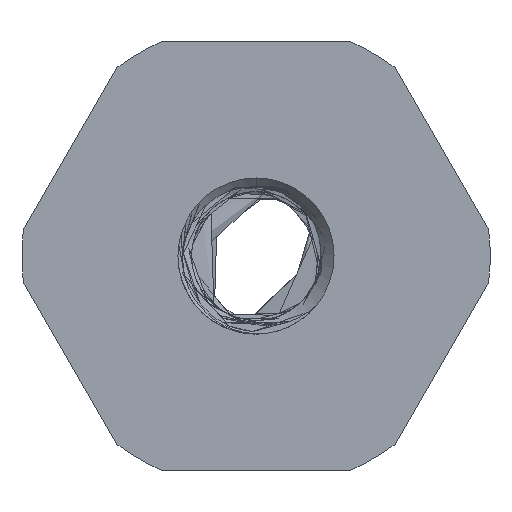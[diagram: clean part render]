
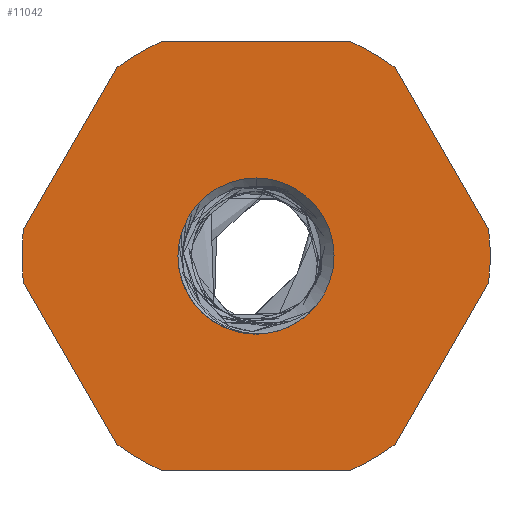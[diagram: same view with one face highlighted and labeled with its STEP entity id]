
A CAD part, front view. The second image highlights one B-rep face of the part: STEP entity #11042.
In plain terms, the highlighted planar face has unit normal (0, -1, 0).
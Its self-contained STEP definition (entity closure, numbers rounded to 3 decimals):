
#36 = DIRECTION ( 'NONE',  ( 0., 0., 1. ) ) ;
#56 = CARTESIAN_POINT ( 'NONE',  ( 0.239, 0., -1.986 ) ) ;
#59 = CIRCLE ( 'NONE', #5622, 2. ) ;
#147 = CARTESIAN_POINT ( 'NONE',  ( 0., 0., 0. ) ) ;
#183 = DIRECTION ( 'NONE',  ( 0., 1., 0. ) ) ;
#221 = DIRECTION ( 'NONE',  ( -0.5, 0., -0.866 ) ) ;
#272 = CARTESIAN_POINT ( 'NONE',  ( 5.962, 0., -0.673 ) ) ;
#384 = VERTEX_POINT ( 'NONE', #3168 ) ;
#534 = DIRECTION ( 'NONE',  ( 0., 0., 1. ) ) ;
#705 = ORIENTED_EDGE ( 'NONE', *, *, #6739, .F. ) ;
#737 = EDGE_CURVE ( 'NONE', #8126, #7966, #7048, .T. ) ;
#808 = EDGE_CURVE ( 'NONE', #11317, #890, #2727, .T. ) ;
#813 = VERTEX_POINT ( 'NONE', #4867 ) ;
#890 = VERTEX_POINT ( 'NONE', #10546 ) ;
#973 = VECTOR ( 'NONE', #6429, 1000. ) ;
#1019 = DIRECTION ( 'NONE',  ( 0., 1., 0. ) ) ;
#1040 = ORIENTED_EDGE ( 'NONE', *, *, #10846, .F. ) ;
#1199 = DIRECTION ( 'NONE',  ( 0., 0., 1. ) ) ;
#1207 = CARTESIAN_POINT ( 'NONE',  ( 0., 0., 0. ) ) ;
#1271 = ORIENTED_EDGE ( 'NONE', *, *, #808, .T. ) ;
#1409 = AXIS2_PLACEMENT_3D ( 'NONE', #1207, #9670, #2035 ) ;
#1468 = DIRECTION ( 'NONE',  ( 0., 1., 0. ) ) ;
#1556 = DIRECTION ( 'NONE',  ( 0., 1., 0. ) ) ;
#1562 = VERTEX_POINT ( 'NONE', #7365 ) ;
#1586 = CARTESIAN_POINT ( 'NONE',  ( 0., 0., 0. ) ) ;
#1626 = VECTOR ( 'NONE', #4938, 1000. ) ;
#1631 = DIRECTION ( 'NONE',  ( 0., 1., 0. ) ) ;
#1972 = CARTESIAN_POINT ( 'NONE',  ( 0., 0., 0. ) ) ;
#2035 = DIRECTION ( 'NONE',  ( 0., 0., 1. ) ) ;
#2108 = CARTESIAN_POINT ( 'NONE',  ( 0., 0., 0. ) ) ;
#2137 = EDGE_LOOP ( 'NONE', ( #6265, #10632, #5716, #1271 ) ) ;
#2148 = DIRECTION ( 'NONE',  ( 0., 1., 0. ) ) ;
#2182 = DIRECTION ( 'NONE',  ( 0., 0., 1. ) ) ;
#2224 = AXIS2_PLACEMENT_3D ( 'NONE', #2108, #1019, #7635 ) ;
#2380 = CARTESIAN_POINT ( 'NONE',  ( 2.398, 0., -5.5 ) ) ;
#2474 = CIRCLE ( 'NONE', #9196, 6. ) ;
#2569 = DIRECTION ( 'NONE',  ( 0., 0., 1. ) ) ;
#2606 = CIRCLE ( 'NONE', #2224, 6. ) ;
#2727 = CIRCLE ( 'NONE', #1409, 2. ) ;
#2793 = CARTESIAN_POINT ( 'NONE',  ( 0., 0., 5.5 ) ) ;
#3132 = CARTESIAN_POINT ( 'NONE',  ( 0., 0., -2. ) ) ;
#3168 = CARTESIAN_POINT ( 'NONE',  ( -5.962, 0., -0.673 ) ) ;
#3384 = VERTEX_POINT ( 'NONE', #7411 ) ;
#3432 = ORIENTED_EDGE ( 'NONE', *, *, #7292, .F. ) ;
#3551 = AXIS2_PLACEMENT_3D ( 'NONE', #6417, #1631, #4537 ) ;
#3694 = ORIENTED_EDGE ( 'NONE', *, *, #8145, .F. ) ;
#3713 = ORIENTED_EDGE ( 'NONE', *, *, #8713, .F. ) ;
#3816 = VECTOR ( 'NONE', #6584, 1000. ) ;
#3903 = CARTESIAN_POINT ( 'NONE',  ( 0., 0., 0. ) ) ;
#4352 = VERTEX_POINT ( 'NONE', #3132 ) ;
#4371 = DIRECTION ( 'NONE',  ( 0., 0., 1. ) ) ;
#4498 = ORIENTED_EDGE ( 'NONE', *, *, #5516, .F. ) ;
#4501 = VERTEX_POINT ( 'NONE', #2380 ) ;
#4526 = CARTESIAN_POINT ( 'NONE',  ( 3.564, 0., 4.827 ) ) ;
#4537 = DIRECTION ( 'NONE',  ( 0., 0., 1. ) ) ;
#4646 = CIRCLE ( 'NONE', #8439, 6. ) ;
#4763 = AXIS2_PLACEMENT_3D ( 'NONE', #6956, #9833, #6025 ) ;
#4779 = EDGE_CURVE ( 'NONE', #4501, #813, #9874, .T. ) ;
#4867 = CARTESIAN_POINT ( 'NONE',  ( -2.398, 0., -5.5 ) ) ;
#4938 = DIRECTION ( 'NONE',  ( 0.5, 0., 0.866 ) ) ;
#5113 = VERTEX_POINT ( 'NONE', #7986 ) ;
#5185 = ORIENTED_EDGE ( 'NONE', *, *, #4779, .F. ) ;
#5314 = EDGE_CURVE ( 'NONE', #8025, #1562, #5689, .T. ) ;
#5368 = DIRECTION ( 'NONE',  ( 0., 1., 0. ) ) ;
#5458 = DIRECTION ( 'NONE',  ( -1., 0., 0. ) ) ;
#5516 = EDGE_CURVE ( 'NONE', #7966, #4501, #4646, .T. ) ;
#5622 = AXIS2_PLACEMENT_3D ( 'NONE', #147, #183, #10477 ) ;
#5689 = LINE ( 'NONE', #7482, #973 ) ;
#5716 = ORIENTED_EDGE ( 'NONE', *, *, #8671, .T. ) ;
#5843 = VECTOR ( 'NONE', #221, 1000. ) ;
#5995 = AXIS2_PLACEMENT_3D ( 'NONE', #6173, #1556, #534 ) ;
#6018 = CARTESIAN_POINT ( 'NONE',  ( -5.962, 0., 0.673 ) ) ;
#6025 = DIRECTION ( 'NONE',  ( 0., 0., 1. ) ) ;
#6068 = PLANE ( 'NONE',  #4763 ) ;
#6073 = VERTEX_POINT ( 'NONE', #6662 ) ;
#6173 = CARTESIAN_POINT ( 'NONE',  ( 0., 0., 0. ) ) ;
#6265 = ORIENTED_EDGE ( 'NONE', *, *, #8345, .T. ) ;
#6417 = CARTESIAN_POINT ( 'NONE',  ( 0., 0., 0. ) ) ;
#6429 = DIRECTION ( 'NONE',  ( 0.5, 0., -0.866 ) ) ;
#6584 = DIRECTION ( 'NONE',  ( 1., 0., 0. ) ) ;
#6602 = VECTOR ( 'NONE', #5458, 1000. ) ;
#6650 = LINE ( 'NONE', #10577, #1626 ) ;
#6662 = CARTESIAN_POINT ( 'NONE',  ( 2.398, 0., 5.5 ) ) ;
#6739 = EDGE_CURVE ( 'NONE', #813, #5113, #9432, .T. ) ;
#6798 = ORIENTED_EDGE ( 'NONE', *, *, #5314, .F. ) ;
#6829 = CARTESIAN_POINT ( 'NONE',  ( 4.763, 0., -2.75 ) ) ;
#6956 = CARTESIAN_POINT ( 'NONE',  ( 0., 0., 0. ) ) ;
#6958 = EDGE_CURVE ( 'NONE', #10839, #4352, #59, .T. ) ;
#6966 = VECTOR ( 'NONE', #8941, 1000. ) ;
#7048 = LINE ( 'NONE', #6829, #5843 ) ;
#7291 = CARTESIAN_POINT ( 'NONE',  ( 3.564, 0., -4.827 ) ) ;
#7292 = EDGE_CURVE ( 'NONE', #9725, #3384, #12086, .T. ) ;
#7365 = CARTESIAN_POINT ( 'NONE',  ( 5.962, 0., 0.673 ) ) ;
#7369 = CARTESIAN_POINT ( 'NONE',  ( 0., 0., 0. ) ) ;
#7411 = CARTESIAN_POINT ( 'NONE',  ( -2.398, 0., 5.5 ) ) ;
#7430 = CARTESIAN_POINT ( 'NONE',  ( 0., 0., 2. ) ) ;
#7482 = CARTESIAN_POINT ( 'NONE',  ( 4.763, 0., 2.75 ) ) ;
#7537 = FACE_BOUND ( 'NONE', #2137, .T. ) ;
#7635 = DIRECTION ( 'NONE',  ( 0., 0., 1. ) ) ;
#7704 = VERTEX_POINT ( 'NONE', #6018 ) ;
#7726 = LINE ( 'NONE', #10876, #6966 ) ;
#7774 = AXIS2_PLACEMENT_3D ( 'NONE', #7369, #5368, #2569 ) ;
#7894 = EDGE_CURVE ( 'NONE', #384, #7704, #7905, .T. ) ;
#7905 = CIRCLE ( 'NONE', #11284, 6. ) ;
#7966 = VERTEX_POINT ( 'NONE', #7291 ) ;
#7986 = CARTESIAN_POINT ( 'NONE',  ( -3.564, 0., -4.827 ) ) ;
#8025 = VERTEX_POINT ( 'NONE', #4526 ) ;
#8126 = VERTEX_POINT ( 'NONE', #272 ) ;
#8145 = EDGE_CURVE ( 'NONE', #5113, #384, #7726, .T. ) ;
#8208 = AXIS2_PLACEMENT_3D ( 'NONE', #3903, #11488, #1199 ) ;
#8345 = EDGE_CURVE ( 'NONE', #890, #10839, #9359, .T. ) ;
#8439 = AXIS2_PLACEMENT_3D ( 'NONE', #11574, #2148, #2182 ) ;
#8464 = LINE ( 'NONE', #2793, #3816 ) ;
#8628 = DIRECTION ( 'NONE',  ( 0., 1., 0. ) ) ;
#8655 = EDGE_CURVE ( 'NONE', #3384, #6073, #8464, .T. ) ;
#8671 = EDGE_CURVE ( 'NONE', #4352, #11317, #12022, .T. ) ;
#8713 = EDGE_CURVE ( 'NONE', #7704, #9725, #6650, .T. ) ;
#8941 = DIRECTION ( 'NONE',  ( -0.5, 0., 0.866 ) ) ;
#9146 = EDGE_LOOP ( 'NONE', ( #11415, #3432, #3713, #10923, #3694, #705, #5185, #4498, #9986, #1040, #6798, #10435 ) ) ;
#9185 = FACE_OUTER_BOUND ( 'NONE', #9146, .T. ) ;
#9196 = AXIS2_PLACEMENT_3D ( 'NONE', #1972, #8628, #36 ) ;
#9359 = CIRCLE ( 'NONE', #3551, 2. ) ;
#9432 = CIRCLE ( 'NONE', #7774, 6. ) ;
#9670 = DIRECTION ( 'NONE',  ( 0., 1., 0. ) ) ;
#9725 = VERTEX_POINT ( 'NONE', #9774 ) ;
#9774 = CARTESIAN_POINT ( 'NONE',  ( -3.564, 0., 4.827 ) ) ;
#9833 = DIRECTION ( 'NONE',  ( 0., 1., 0. ) ) ;
#9874 = LINE ( 'NONE', #10281, #6602 ) ;
#9986 = ORIENTED_EDGE ( 'NONE', *, *, #737, .F. ) ;
#10281 = CARTESIAN_POINT ( 'NONE',  ( 0., 0., -5.5 ) ) ;
#10435 = ORIENTED_EDGE ( 'NONE', *, *, #11869, .F. ) ;
#10477 = DIRECTION ( 'NONE',  ( 0., 0., 1. ) ) ;
#10546 = CARTESIAN_POINT ( 'NONE',  ( 1.553, 0., -1.261 ) ) ;
#10577 = CARTESIAN_POINT ( 'NONE',  ( -4.763, 0., 2.75 ) ) ;
#10632 = ORIENTED_EDGE ( 'NONE', *, *, #6958, .T. ) ;
#10839 = VERTEX_POINT ( 'NONE', #56 ) ;
#10846 = EDGE_CURVE ( 'NONE', #1562, #8126, #2606, .T. ) ;
#10876 = CARTESIAN_POINT ( 'NONE',  ( -4.763, 0., -2.75 ) ) ;
#10923 = ORIENTED_EDGE ( 'NONE', *, *, #7894, .F. ) ;
#11042 = ADVANCED_FACE ( 'NONE', ( #7537, #9185 ), #6068, .F. ) ;
#11284 = AXIS2_PLACEMENT_3D ( 'NONE', #1586, #1468, #4371 ) ;
#11317 = VERTEX_POINT ( 'NONE', #7430 ) ;
#11415 = ORIENTED_EDGE ( 'NONE', *, *, #8655, .F. ) ;
#11488 = DIRECTION ( 'NONE',  ( 0., 1., 0. ) ) ;
#11574 = CARTESIAN_POINT ( 'NONE',  ( 0., 0., 0. ) ) ;
#11869 = EDGE_CURVE ( 'NONE', #6073, #8025, #2474, .T. ) ;
#12022 = CIRCLE ( 'NONE', #8208, 2. ) ;
#12086 = CIRCLE ( 'NONE', #5995, 6. ) ;
